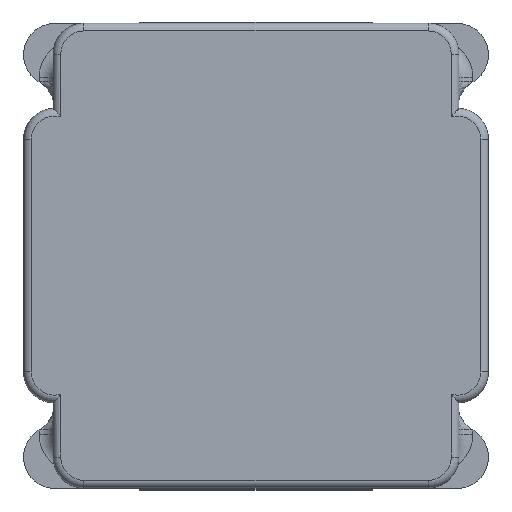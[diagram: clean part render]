
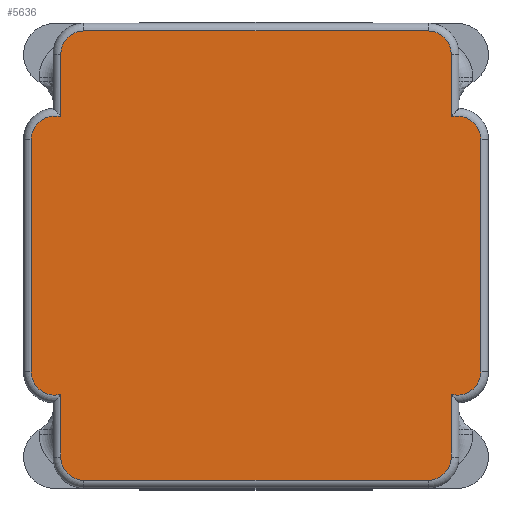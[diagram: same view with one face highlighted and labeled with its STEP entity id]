
A CAD part, top view. The second image highlights one B-rep face of the part: STEP entity #5636.
In plain terms, the highlighted planar face has unit normal (0, 0, 1).
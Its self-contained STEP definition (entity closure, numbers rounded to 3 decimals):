
#78 = CIRCLE ( 'NONE', #16947, 0.15 ) ;
#116 = VERTEX_POINT ( 'NONE', #12034 ) ;
#118 = CARTESIAN_POINT ( 'NONE',  ( -1.45, 0.75, 1.5 ) ) ;
#247 = ORIENTED_EDGE ( 'NONE', *, *, #2773, .T. ) ;
#341 = CIRCLE ( 'NONE', #15528, 0.15 ) ;
#366 = CARTESIAN_POINT ( 'NONE',  ( -1.26, -1.3, 1.5 ) ) ;
#550 = VERTEX_POINT ( 'NONE', #6532 ) ;
#820 = CARTESIAN_POINT ( 'NONE',  ( -1.45, -0.75, 1.5 ) ) ;
#1007 = DIRECTION ( 'NONE',  ( 1., 0., 0. ) ) ;
#1055 = CARTESIAN_POINT ( 'NONE',  ( 1.11, -1.45, 1.5 ) ) ;
#1280 = DIRECTION ( 'NONE',  ( 0., 1., 0. ) ) ;
#1330 = CARTESIAN_POINT ( 'NONE',  ( 1.11, -1.3, 1.5 ) ) ;
#1370 = CARTESIAN_POINT ( 'NONE',  ( 1.45, 0.75, 1.5 ) ) ;
#1390 = VERTEX_POINT ( 'NONE', #820 ) ;
#1431 = EDGE_CURVE ( 'NONE', #15096, #4823, #12241, .T. ) ;
#1620 = DIRECTION ( 'NONE',  ( 0., 0., 1. ) ) ;
#1625 = AXIS2_PLACEMENT_3D ( 'NONE', #12636, #13999, #12530 ) ;
#1739 = DIRECTION ( 'NONE',  ( 1., 0., 0. ) ) ;
#2059 = DIRECTION ( 'NONE',  ( -1., 0., 0. ) ) ;
#2074 = CARTESIAN_POINT ( 'NONE',  ( -1.11, 1.45, 1.5 ) ) ;
#2175 = VERTEX_POINT ( 'NONE', #118 ) ;
#2502 = VECTOR ( 'NONE', #18661, 1000. ) ;
#2507 = EDGE_CURVE ( 'NONE', #8665, #550, #15831, .T. ) ;
#2559 = EDGE_CURVE ( 'NONE', #6211, #5396, #19748, .T. ) ;
#2615 = ORIENTED_EDGE ( 'NONE', *, *, #13285, .T. ) ;
#2713 = EDGE_CURVE ( 'NONE', #4823, #16488, #4491, .T. ) ;
#2773 = EDGE_CURVE ( 'NONE', #9322, #14558, #18934, .T. ) ;
#2905 = DIRECTION ( 'NONE',  ( 1., 0., 0. ) ) ;
#3299 = CARTESIAN_POINT ( 'NONE',  ( -1.26, -0.895, 1.5 ) ) ;
#3387 = CARTESIAN_POINT ( 'NONE',  ( -1.26, 0.895, 1.5 ) ) ;
#3467 = VECTOR ( 'NONE', #7819, 1000. ) ;
#3798 = ORIENTED_EDGE ( 'NONE', *, *, #2559, .T. ) ;
#4143 = ORIENTED_EDGE ( 'NONE', *, *, #14680, .T. ) ;
#4187 = CARTESIAN_POINT ( 'NONE',  ( -1.11, -1.45, 1.5 ) ) ;
#4243 = AXIS2_PLACEMENT_3D ( 'NONE', #16632, #8614, #1739 ) ;
#4491 = CIRCLE ( 'NONE', #14208, 0.15 ) ;
#4672 = ORIENTED_EDGE ( 'NONE', *, *, #12745, .T. ) ;
#4771 = ORIENTED_EDGE ( 'NONE', *, *, #15725, .T. ) ;
#4823 = VERTEX_POINT ( 'NONE', #366 ) ;
#5006 = LINE ( 'NONE', #16598, #5468 ) ;
#5225 = EDGE_LOOP ( 'NONE', ( #13323, #10876, #12031, #4672, #11377, #4771, #9724, #7051, #8999, #247, #4143, #17116, #3798, #15533, #2615, #14579 ) ) ;
#5244 = CIRCLE ( 'NONE', #4243, 0.15 ) ;
#5396 = VERTEX_POINT ( 'NONE', #3387 ) ;
#5468 = VECTOR ( 'NONE', #17867, 1000. ) ;
#5636 = ADVANCED_FACE ( 'NONE', ( #14189 ), #15474, .T. ) ;
#5645 = CARTESIAN_POINT ( 'NONE',  ( 1.26, -1.3, 1.5 ) ) ;
#5781 = CARTESIAN_POINT ( 'NONE',  ( 1.45, -0.75, 1.5 ) ) ;
#5974 = CARTESIAN_POINT ( 'NONE',  ( -1.11, -1.3, 1.5 ) ) ;
#6211 = VERTEX_POINT ( 'NONE', #18527 ) ;
#6367 = CARTESIAN_POINT ( 'NONE',  ( -1.11, 1.3, 1.5 ) ) ;
#6448 = DIRECTION ( 'NONE',  ( 1., 0., 0. ) ) ;
#6532 = CARTESIAN_POINT ( 'NONE',  ( 1.45, 0.75, 1.5 ) ) ;
#6701 = CARTESIAN_POINT ( 'NONE',  ( 1.11, 1.3, 1.5 ) ) ;
#6734 = VERTEX_POINT ( 'NONE', #18275 ) ;
#7051 = ORIENTED_EDGE ( 'NONE', *, *, #8784, .T. ) ;
#7311 = CARTESIAN_POINT ( 'NONE',  ( 1.26, 1.3, 1.5 ) ) ;
#7389 = LINE ( 'NONE', #1055, #18340 ) ;
#7449 = VECTOR ( 'NONE', #1280, 1000. ) ;
#7536 = VECTOR ( 'NONE', #11568, 1000. ) ;
#7819 = DIRECTION ( 'NONE',  ( 0., 1., 0. ) ) ;
#7883 = CIRCLE ( 'NONE', #19694, 0.15 ) ;
#8614 = DIRECTION ( 'NONE',  ( 0., 0., 1. ) ) ;
#8665 = VERTEX_POINT ( 'NONE', #5781 ) ;
#8784 = EDGE_CURVE ( 'NONE', #550, #10037, #18494, .T. ) ;
#8862 = CARTESIAN_POINT ( 'NONE',  ( -1.26, -1.3, 1.5 ) ) ;
#8999 = ORIENTED_EDGE ( 'NONE', *, *, #18437, .T. ) ;
#9067 = DIRECTION ( 'NONE',  ( 1., 0., 0. ) ) ;
#9172 = DIRECTION ( 'NONE',  ( 0., 0., 1. ) ) ;
#9281 = AXIS2_PLACEMENT_3D ( 'NONE', #13989, #20422, #1007 ) ;
#9322 = VERTEX_POINT ( 'NONE', #20276 ) ;
#9599 = CARTESIAN_POINT ( 'NONE',  ( 1.11, 1.45, 1.5 ) ) ;
#9724 = ORIENTED_EDGE ( 'NONE', *, *, #2507, .T. ) ;
#9971 = VECTOR ( 'NONE', #2059, 1000. ) ;
#10037 = VERTEX_POINT ( 'NONE', #11959 ) ;
#10109 = CARTESIAN_POINT ( 'NONE',  ( -1.11, 1.45, 1.5 ) ) ;
#10876 = ORIENTED_EDGE ( 'NONE', *, *, #2713, .T. ) ;
#11124 = DIRECTION ( 'NONE',  ( 0., 0., 1. ) ) ;
#11377 = ORIENTED_EDGE ( 'NONE', *, *, #12013, .T. ) ;
#11448 = DIRECTION ( 'NONE',  ( 1., 0., 0. ) ) ;
#11568 = DIRECTION ( 'NONE',  ( 0., -1., 0. ) ) ;
#11959 = CARTESIAN_POINT ( 'NONE',  ( 1.26, 0.895, 1.5 ) ) ;
#12013 = EDGE_CURVE ( 'NONE', #17806, #6734, #5006, .T. ) ;
#12031 = ORIENTED_EDGE ( 'NONE', *, *, #13521, .T. ) ;
#12034 = CARTESIAN_POINT ( 'NONE',  ( 1.11, -1.45, 1.5 ) ) ;
#12241 = LINE ( 'NONE', #8862, #2502 ) ;
#12245 = VECTOR ( 'NONE', #19641, 1000. ) ;
#12426 = DIRECTION ( 'NONE',  ( 0., 0., 1. ) ) ;
#12530 = DIRECTION ( 'NONE',  ( 1., 0., 0. ) ) ;
#12534 = AXIS2_PLACEMENT_3D ( 'NONE', #6701, #1620, #11448 ) ;
#12636 = CARTESIAN_POINT ( 'NONE',  ( 1.3, 0.75, 1.5 ) ) ;
#12664 = VERTEX_POINT ( 'NONE', #2074 ) ;
#12745 = EDGE_CURVE ( 'NONE', #116, #17806, #78, .T. ) ;
#12947 = DIRECTION ( 'NONE',  ( 1., 0., 0. ) ) ;
#13285 = EDGE_CURVE ( 'NONE', #2175, #1390, #16625, .T. ) ;
#13323 = ORIENTED_EDGE ( 'NONE', *, *, #1431, .T. ) ;
#13354 = CARTESIAN_POINT ( 'NONE',  ( -1.45, -0.75, 1.5 ) ) ;
#13521 = EDGE_CURVE ( 'NONE', #16488, #116, #7389, .T. ) ;
#13571 = LINE ( 'NONE', #10109, #9971 ) ;
#13989 = CARTESIAN_POINT ( 'NONE',  ( 0., 0., 1.5 ) ) ;
#13999 = DIRECTION ( 'NONE',  ( 0., 0., 1. ) ) ;
#14164 = AXIS2_PLACEMENT_3D ( 'NONE', #17701, #16105, #12947 ) ;
#14189 = FACE_OUTER_BOUND ( 'NONE', #5225, .T. ) ;
#14208 = AXIS2_PLACEMENT_3D ( 'NONE', #5974, #12426, #2905 ) ;
#14241 = DIRECTION ( 'NONE',  ( 1., 0., 0. ) ) ;
#14265 = CARTESIAN_POINT ( 'NONE',  ( 1.3, -0.75, 1.5 ) ) ;
#14558 = VERTEX_POINT ( 'NONE', #9599 ) ;
#14579 = ORIENTED_EDGE ( 'NONE', *, *, #16362, .T. ) ;
#14680 = EDGE_CURVE ( 'NONE', #14558, #12664, #13571, .T. ) ;
#15096 = VERTEX_POINT ( 'NONE', #3299 ) ;
#15444 = LINE ( 'NONE', #7311, #7449 ) ;
#15474 = PLANE ( 'NONE',  #9281 ) ;
#15512 = CIRCLE ( 'NONE', #14164, 0.15 ) ;
#15528 = AXIS2_PLACEMENT_3D ( 'NONE', #6367, #11124, #15772 ) ;
#15533 = ORIENTED_EDGE ( 'NONE', *, *, #19710, .T. ) ;
#15725 = EDGE_CURVE ( 'NONE', #6734, #8665, #7883, .T. ) ;
#15772 = DIRECTION ( 'NONE',  ( 1., 0., 0. ) ) ;
#15831 = LINE ( 'NONE', #1370, #3467 ) ;
#16105 = DIRECTION ( 'NONE',  ( 0., 0., 1. ) ) ;
#16362 = EDGE_CURVE ( 'NONE', #1390, #15096, #5244, .T. ) ;
#16488 = VERTEX_POINT ( 'NONE', #4187 ) ;
#16598 = CARTESIAN_POINT ( 'NONE',  ( 1.26, -0.95, 1.5 ) ) ;
#16625 = LINE ( 'NONE', #13354, #7536 ) ;
#16632 = CARTESIAN_POINT ( 'NONE',  ( -1.3, -0.75, 1.5 ) ) ;
#16947 = AXIS2_PLACEMENT_3D ( 'NONE', #1330, #9172, #9067 ) ;
#17116 = ORIENTED_EDGE ( 'NONE', *, *, #19846, .T. ) ;
#17701 = CARTESIAN_POINT ( 'NONE',  ( -1.3, 0.75, 1.5 ) ) ;
#17806 = VERTEX_POINT ( 'NONE', #5645 ) ;
#17867 = DIRECTION ( 'NONE',  ( 0., 1., 0. ) ) ;
#18251 = CARTESIAN_POINT ( 'NONE',  ( -1.26, 0.95, 1.5 ) ) ;
#18275 = CARTESIAN_POINT ( 'NONE',  ( 1.26, -0.895, 1.5 ) ) ;
#18340 = VECTOR ( 'NONE', #14241, 1000. ) ;
#18437 = EDGE_CURVE ( 'NONE', #10037, #9322, #15444, .T. ) ;
#18494 = CIRCLE ( 'NONE', #1625, 0.15 ) ;
#18527 = CARTESIAN_POINT ( 'NONE',  ( -1.26, 1.3, 1.5 ) ) ;
#18661 = DIRECTION ( 'NONE',  ( 0., -1., 0. ) ) ;
#18934 = CIRCLE ( 'NONE', #12534, 0.15 ) ;
#19641 = DIRECTION ( 'NONE',  ( 0., -1., 0. ) ) ;
#19694 = AXIS2_PLACEMENT_3D ( 'NONE', #14265, #20706, #6448 ) ;
#19710 = EDGE_CURVE ( 'NONE', #5396, #2175, #15512, .T. ) ;
#19748 = LINE ( 'NONE', #18251, #12245 ) ;
#19846 = EDGE_CURVE ( 'NONE', #12664, #6211, #341, .T. ) ;
#20276 = CARTESIAN_POINT ( 'NONE',  ( 1.26, 1.3, 1.5 ) ) ;
#20422 = DIRECTION ( 'NONE',  ( 0., 0., 1. ) ) ;
#20706 = DIRECTION ( 'NONE',  ( 0., 0., 1. ) ) ;
